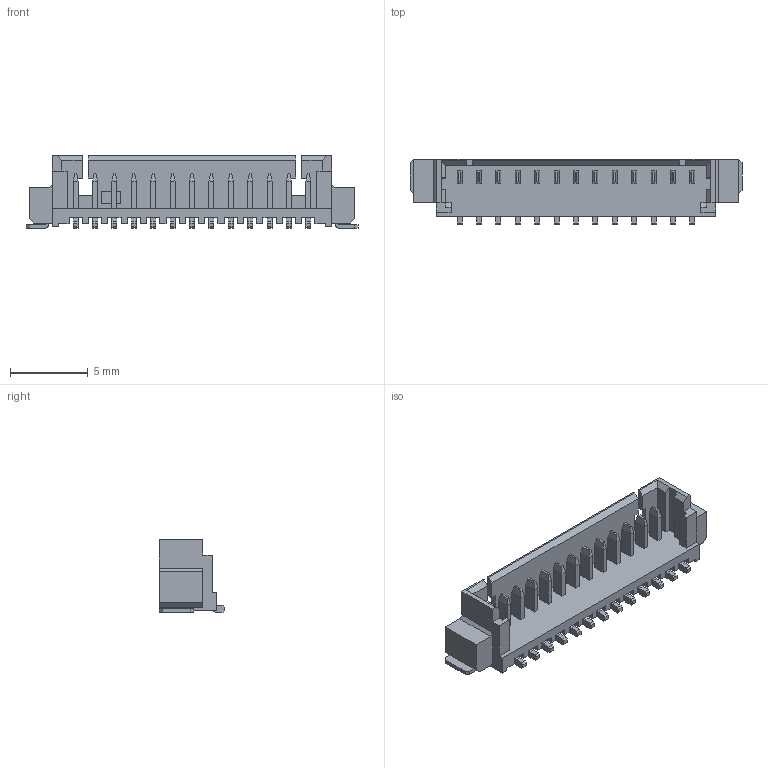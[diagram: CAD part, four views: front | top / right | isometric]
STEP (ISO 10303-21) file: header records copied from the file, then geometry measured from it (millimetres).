
FILE_DESCRIPTION((''),'2;1');
FILE_NAME('533981371','2014-06-17T',('me'),(''),'PRO/ENGINEER BY PARAMETRIC TECHNOLOGY CORPORATION, 2011490','PRO/ENGINEER BY PARAMETRIC TECHNOLOGY CORPORATION, 2011490','');
FILE_SCHEMA(('CONFIG_CONTROL_DESIGN'));
Length unit declared in the file: millimetre
Products named in the file (1): 533981371
Bounding box: 21.4 x 4.2 x 4.7 mm (x, y, z)
Volume: 114.6 mm3; surface area: 551.7 mm2
Topology: 1 solids, 2 shells, 518 faces, 1404 edges, 938 vertices
Faces by surface type: plane 510, cylinder 8
Entity records: 15794 total; most frequent: CARTESIAN_POINT 2795, ORIENTED_EDGE 2674, DIRECTION 2452, VECTOR 1386, LINE 1386, EDGE_CURVE 1337, VERTEX_POINT 864, EDGE_LOOP 559
